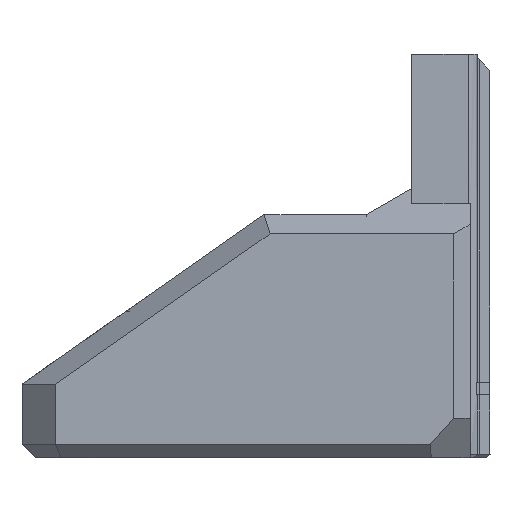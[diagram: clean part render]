
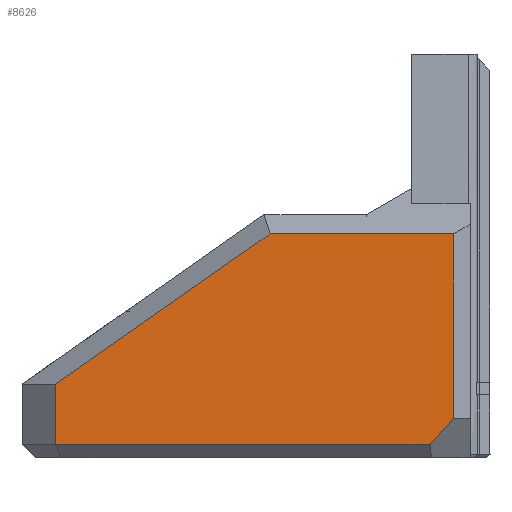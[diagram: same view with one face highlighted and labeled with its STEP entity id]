
A CAD part, left-side view. The second image highlights one B-rep face of the part: STEP entity #8626.
In plain terms, the highlighted planar face has unit normal (-1, 0, 0).
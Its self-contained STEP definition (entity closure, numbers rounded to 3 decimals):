
#736=FACE_OUTER_BOUND('',#1227,.T.);
#1227=EDGE_LOOP('',(#6089,#6090,#6091,#6092,#6093,#6094));
#1758=LINE('',#12236,#2631);
#1765=LINE('',#12259,#2638);
#1852=LINE('',#18848,#2725);
#1853=LINE('',#18849,#2726);
#1854=LINE('',#18851,#2727);
#1855=LINE('',#18852,#2728);
#2631=VECTOR('',#9936,10.);
#2638=VECTOR('',#9955,10.);
#2725=VECTOR('',#10136,10.);
#2726=VECTOR('',#10137,10.);
#2727=VECTOR('',#10138,10.);
#2728=VECTOR('',#10139,10.);
#3482=VERTEX_POINT('',#12234);
#3483=VERTEX_POINT('',#12235);
#3489=VERTEX_POINT('',#12256);
#3640=VERTEX_POINT('',#18846);
#3641=VERTEX_POINT('',#18847);
#3642=VERTEX_POINT('',#18850);
#4391=EDGE_CURVE('',#3482,#3483,#1758,.T.);
#4402=EDGE_CURVE('',#3489,#3482,#1765,.T.);
#4585=EDGE_CURVE('',#3640,#3641,#1852,.T.);
#4586=EDGE_CURVE('',#3641,#3489,#1853,.T.);
#4587=EDGE_CURVE('',#3642,#3483,#1854,.T.);
#4588=EDGE_CURVE('',#3640,#3642,#1855,.T.);
#6089=ORIENTED_EDGE('',*,*,#4585,.T.);
#6090=ORIENTED_EDGE('',*,*,#4586,.T.);
#6091=ORIENTED_EDGE('',*,*,#4402,.T.);
#6092=ORIENTED_EDGE('',*,*,#4391,.T.);
#6093=ORIENTED_EDGE('',*,*,#4587,.F.);
#6094=ORIENTED_EDGE('',*,*,#4588,.F.);
#8276=PLANE('',#9163);
#8626=ADVANCED_FACE('',(#736),#8276,.F.);
#9163=AXIS2_PLACEMENT_3D('',#18845,#10134,#10135);
#9936=DIRECTION('',(0.,0.,-1.));
#9955=DIRECTION('',(0.,0.819,-0.574));
#10134=DIRECTION('center_axis',(1.,0.,0.));
#10135=DIRECTION('ref_axis',(0.,0.,-1.));
#10136=DIRECTION('',(0.,0.,1.));
#10137=DIRECTION('',(0.,1.,0.));
#10138=DIRECTION('',(0.,1.,0.));
#10139=DIRECTION('',(0.,0.669,-0.743));
#12234=CARTESIAN_POINT('',(-81.5,17.5,-0.017));
#12235=CARTESIAN_POINT('',(-81.5,17.5,-6.7));
#12236=CARTESIAN_POINT('',(-81.5,17.5,-0.337));
#12256=CARTESIAN_POINT('',(-81.5,-6.305,16.651));
#12259=CARTESIAN_POINT('',(-81.5,2.809,10.269));
#18845=CARTESIAN_POINT('Origin',(-81.5,-8.112,2.681));
#18846=CARTESIAN_POINT('',(-81.5,-26.66,-3.8));
#18847=CARTESIAN_POINT('',(-81.5,-26.66,16.651));
#18848=CARTESIAN_POINT('',(-81.5,-26.66,4.686));
#18849=CARTESIAN_POINT('',(-81.5,-14.72,16.651));
#18850=CARTESIAN_POINT('',(-81.5,-24.05,-6.7));
#18851=CARTESIAN_POINT('',(-81.5,-5.79,-6.7));
#18852=CARTESIAN_POINT('',(-81.5,-23.477,-7.336));
